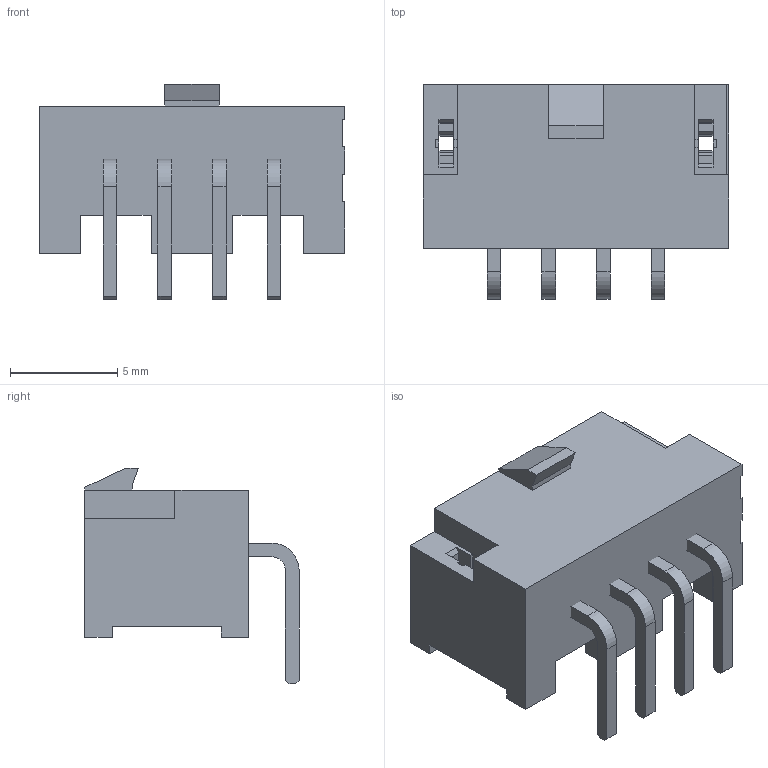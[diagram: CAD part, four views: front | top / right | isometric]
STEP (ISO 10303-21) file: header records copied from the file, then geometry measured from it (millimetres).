
FILE_DESCRIPTION( ( 'STEP AP214' ), '1' );
FILE_NAME( 'IPL1-104-01-L-S-RE1-K.stp', '2020-09-17T07:29:49', ( 'License CC BY-ND 4.0' ), ( 'CADENAS' ), ' ', 'PARTsolutions', ' ' );
FILE_SCHEMA( ( 'AUTOMOTIVE_DESIGN { 1 0 10303 214 1 1 1 1 }' ) );
Length unit declared in the file: inch
Products named in the file (3): IPL1-104-01-L-S-RE1-K; _IPL1-104-01-S-RE1-K_HDR; _T-1S64-01-04-S-RE1
Assembly tree (2 placements, depth 2):
  IPL1-104-01-L-S-RE1-K
    _IPL1-104-01-S-RE1-K_HDR
    _T-1S64-01-04-S-RE1
Bounding box: 14.22 x 9.97 x 10.03 mm (x, y, z)
Volume: 455.1 mm3; surface area: 993.8 mm2
Topology: 2 solids, 2 shells, 182 faces, 528 edges, 352 vertices
Faces by surface type: plane 174, cylinder 8
Entity records: 7406 total; most frequent: CARTESIAN_POINT 1065, ORIENTED_EDGE 1056, DIRECTION 914, EDGE_CURVE 528, LINE 512, VECTOR 512, VERTEX_POINT 352, AXIS2_PLACEMENT_3D 201
